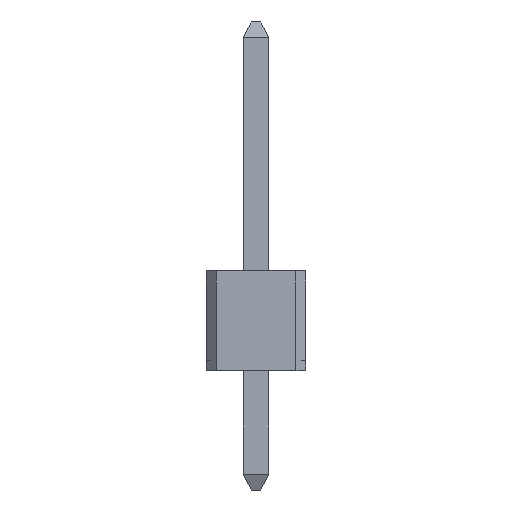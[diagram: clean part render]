
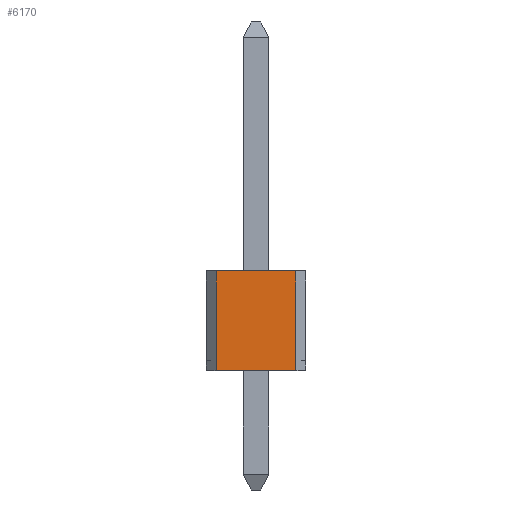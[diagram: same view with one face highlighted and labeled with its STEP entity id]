
A CAD part, left-side view. The second image highlights one B-rep face of the part: STEP entity #6170.
In plain terms, the highlighted planar face has unit normal (-1, 0, 0).
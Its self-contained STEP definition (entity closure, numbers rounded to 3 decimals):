
#61=FACE_OUTER_BOUND('',#429,.T.);
#429=EDGE_LOOP('',(#4015,#4016,#4017,#4018));
#815=LINE('',#8535,#1679);
#894=LINE('',#8704,#1758);
#895=LINE('',#8707,#1759);
#896=LINE('',#8708,#1760);
#1679=VECTOR('',#6924,2.032);
#1758=VECTOR('',#7031,2.54);
#1759=VECTOR('',#7034,2.032);
#1760=VECTOR('',#7035,2.54);
#2542=VERTEX_POINT('',#8532);
#2543=VERTEX_POINT('',#8534);
#2619=VERTEX_POINT('',#8702);
#2620=VERTEX_POINT('',#8706);
#3067=EDGE_CURVE('',#2543,#2542,#815,.T.);
#3146=EDGE_CURVE('',#2542,#2619,#894,.T.);
#3147=EDGE_CURVE('',#2620,#2619,#895,.T.);
#3148=EDGE_CURVE('',#2543,#2620,#896,.T.);
#4015=ORIENTED_EDGE('',*,*,#3067,.T.);
#4016=ORIENTED_EDGE('',*,*,#3146,.T.);
#4017=ORIENTED_EDGE('',*,*,#3147,.F.);
#4018=ORIENTED_EDGE('',*,*,#3148,.F.);
#5667=PLANE('',#6553);
#6170=ADVANCED_FACE('',(#61),#5667,.T.);
#6553=AXIS2_PLACEMENT_3D('',#8705,#7032,#7033);
#6924=DIRECTION('',(0.,0.,1.));
#7031=DIRECTION('',(0.,1.,0.));
#7032=DIRECTION('center_axis',(-1.,0.,0.));
#7033=DIRECTION('ref_axis',(0.,0.,1.));
#7034=DIRECTION('',(0.,0.,1.));
#7035=DIRECTION('',(0.,1.,0.));
#8532=CARTESIAN_POINT('',(-1.27,0.,1.016));
#8534=CARTESIAN_POINT('',(-1.27,0.,-1.016));
#8535=CARTESIAN_POINT('',(-1.27,0.,-1.016));
#8702=CARTESIAN_POINT('',(-1.27,2.54,1.016));
#8704=CARTESIAN_POINT('',(-1.27,0.,1.016));
#8705=CARTESIAN_POINT('Origin',(-1.27,0.,-1.016));
#8706=CARTESIAN_POINT('',(-1.27,2.54,-1.016));
#8707=CARTESIAN_POINT('',(-1.27,2.54,-1.016));
#8708=CARTESIAN_POINT('',(-1.27,0.,-1.016));
